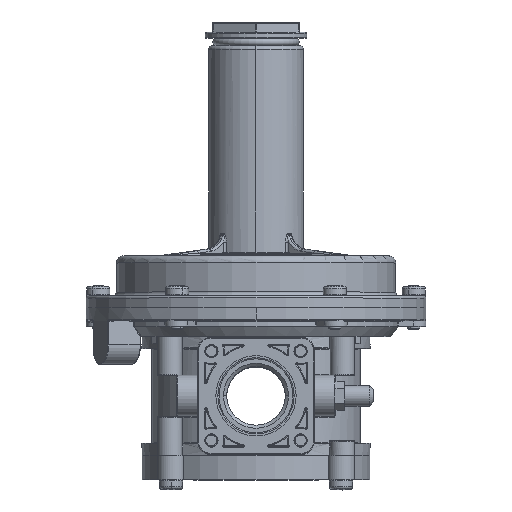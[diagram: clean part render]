
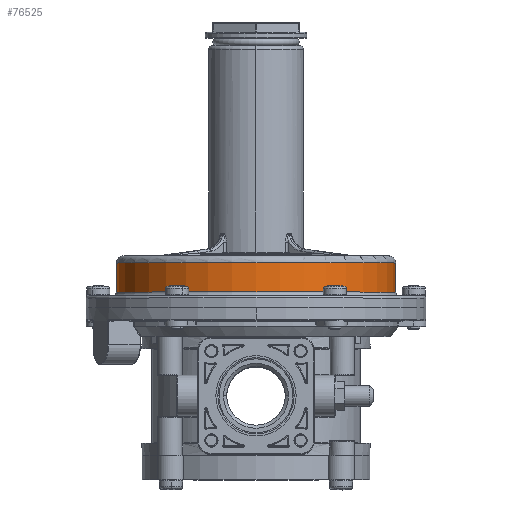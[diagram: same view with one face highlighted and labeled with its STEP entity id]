
A CAD part, top view. The second image highlights one B-rep face of the part: STEP entity #76525.
In plain terms, the highlighted cylindrical face has radius 57.5 mm (diameter 115 mm), a partial arc.
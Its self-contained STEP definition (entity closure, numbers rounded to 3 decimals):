
#64336=CARTESIAN_POINT('',(0.,18.5,0.));
#64337=DIRECTION('',(0.,-1.,0.));
#64338=DIRECTION('',(-1.,0.,0.));
#64339=AXIS2_PLACEMENT_3D('',#64336,#64337,#64338);
#67004=CARTESIAN_POINT('',(0.,6.5,0.));
#67005=DIRECTION('',(0.,1.,0.));
#67006=DIRECTION('',(1.,0.,0.));
#67007=AXIS2_PLACEMENT_3D('',#67004,#67005,#67006);
#67009=DIRECTION('',(0.,-1.,0.));
#67010=VECTOR('',#67009,12.);
#67011=CARTESIAN_POINT('',(57.5,18.5,0.));
#67012=LINE('',#67011,#67010);
#67013=DIRECTION('',(0.,-1.,0.));
#67014=VECTOR('',#67013,12.);
#67015=CARTESIAN_POINT('',(-57.5,18.5,0.));
#67016=LINE('',#67015,#67014);
#68991=CARTESIAN_POINT('',(-57.5,18.5,0.));
#68993=VERTEX_POINT('',#68991);
#68994=CARTESIAN_POINT('',(57.5,18.5,0.));
#68995=VERTEX_POINT('',#68994);
#69608=CARTESIAN_POINT('',(57.5,6.5,0.));
#69609=CARTESIAN_POINT('',(-57.5,6.5,0.));
#69610=VERTEX_POINT('',#69608);
#69611=VERTEX_POINT('',#69609);
#76514=CARTESIAN_POINT('',(0.,-5.4,0.));
#76515=DIRECTION('',(0.,1.,0.));
#76516=DIRECTION('',(1.,0.,0.));
#76517=AXIS2_PLACEMENT_3D('',#76514,#76515,#76516);
#76518=CYLINDRICAL_SURFACE('',#76517,57.5);
#76519=ORIENTED_EDGE('',*,*,#76508,.F.);
#76520=ORIENTED_EDGE('',*,*,#72007,.F.);
#76521=ORIENTED_EDGE('',*,*,#71619,.F.);
#76522=ORIENTED_EDGE('',*,*,#72003,.T.);
#76523=EDGE_LOOP('',(#76519,#76520,#76521,#76522));
#76524=FACE_OUTER_BOUND('',#76523,.F.);
#76525=ADVANCED_FACE('',(#76524),#76518,.T.);
#64340=CIRCLE('',#64339,57.5);
#67008=CIRCLE('',#67007,57.5);
#71619=EDGE_CURVE('',#68993,#68995,#64340,.T.);
#72003=EDGE_CURVE('',#68993,#69611,#67016,.T.);
#72007=EDGE_CURVE('',#68995,#69610,#67012,.T.);
#76508=EDGE_CURVE('',#69610,#69611,#67008,.T.);
